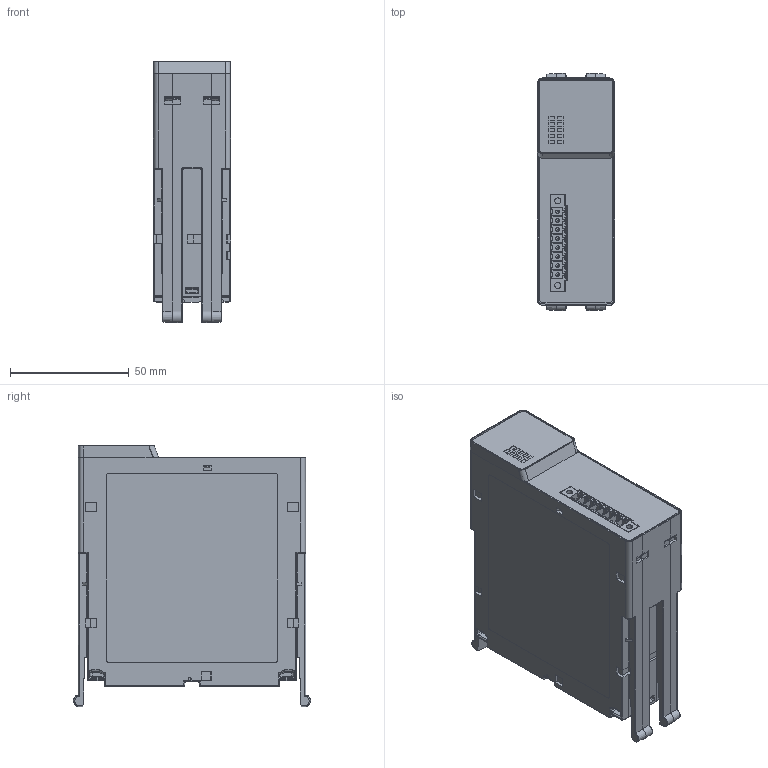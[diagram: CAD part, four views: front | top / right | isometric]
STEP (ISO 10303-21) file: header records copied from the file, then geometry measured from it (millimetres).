
FILE_DESCRIPTION((''),'2;1');
FILE_NAME('CAD-9118_SW0001','2024-07-04T12:05:40',('creinig-se'),(''),'CREO PARAMETRIC BY PTC INC, 2022284','CREO PARAMETRIC BY PTC INC, 2022284','');
FILE_SCHEMA(('CONFIG_CONTROL_DESIGN','SHAPE_APPEARANCE_LAYERS_GROUPS'));
Products named in the file (1): CAD-9118_SW0001
Bounding box: 32.5 x 100 x 110.2 mm (x, y, z)
Volume: 288437.6 mm3; surface area: 43338.9 mm2
Topology: 1 solids, 1 shells, 1471 faces, 3752 edges, 2329 vertices
Faces by surface type: plane 1024, cylinder 317, bspline 56, sphere 45, cone 20, extrusion 5, torus 4
Entity records: 56886 total; most frequent: CARTESIAN_POINT 11781, ORIENTED_EDGE 7504, DIRECTION 6605, EDGE_CURVE 3752, VECTOR 2953, LINE 2948, VERTEX_POINT 2329, AXIS2_PLACEMENT_3D 1826
